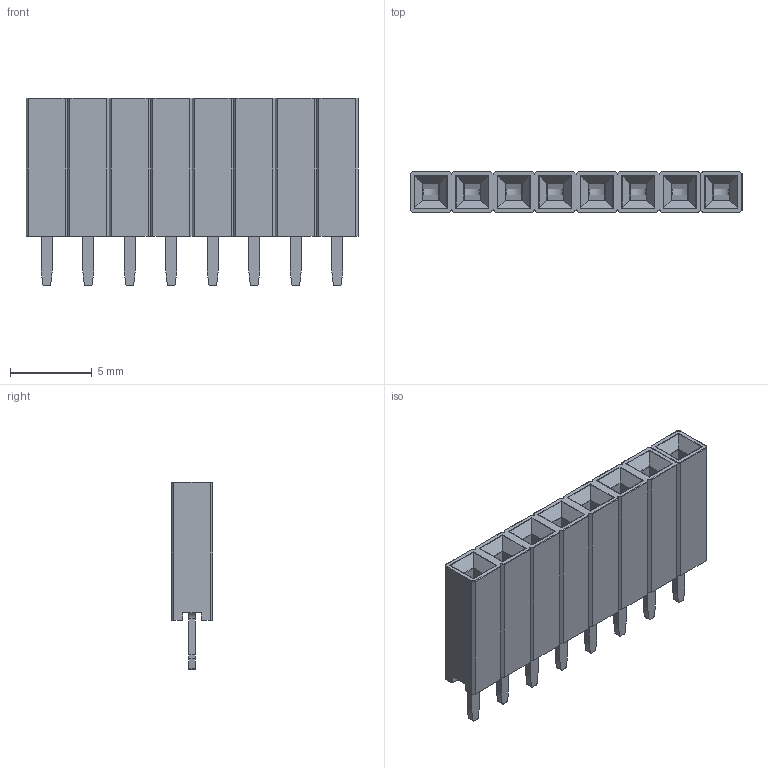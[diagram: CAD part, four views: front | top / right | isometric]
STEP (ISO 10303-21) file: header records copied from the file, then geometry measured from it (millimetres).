
FILE_DESCRIPTION(/* description */ (''),/* implementation_level */ '2;1');
FILE_NAME(/* name */ 'H1.step',/* time_stamp */ '2022-10-03T13:21:18+08:00',/* author */ (''),/* organization */ (''),/* preprocessor_version */ 'ST-DEVELOPER v19',/* originating_system */ 'Autodesk Translation Framework v11.7.0.108',/* authorisation */ '');
FILE_SCHEMA (('AUTOMOTIVE_DESIGN { 1 0 10303 214 3 1 1 }'));
Length unit declared in the file: millimetre
Products named in the file (3): H1; HDR-F-2.54_1X8; COMPOUND (6)
Assembly tree (2 placements, depth 3):
  H1
    HDR-F-2.54_1X8
      COMPOUND (6)
Bounding box: 20.32 x 2.54 x 11.5 mm (x, y, z)
Volume: 369.3 mm3; surface area: 1069.5 mm2
Topology: 9 solids, 9 shells, 1013 faces, 2635 edges, 1696 vertices
Faces by surface type: plane 665, cylinder 236, bspline 112
Entity records: 37411 total; most frequent: CARTESIAN_POINT 11957, ORIENTED_EDGE 5270, DIRECTION 4579, EDGE_CURVE 2635, LINE 2055, VECTOR 2055, VERTEX_POINT 1696, AXIS2_PLACEMENT_3D 1262
